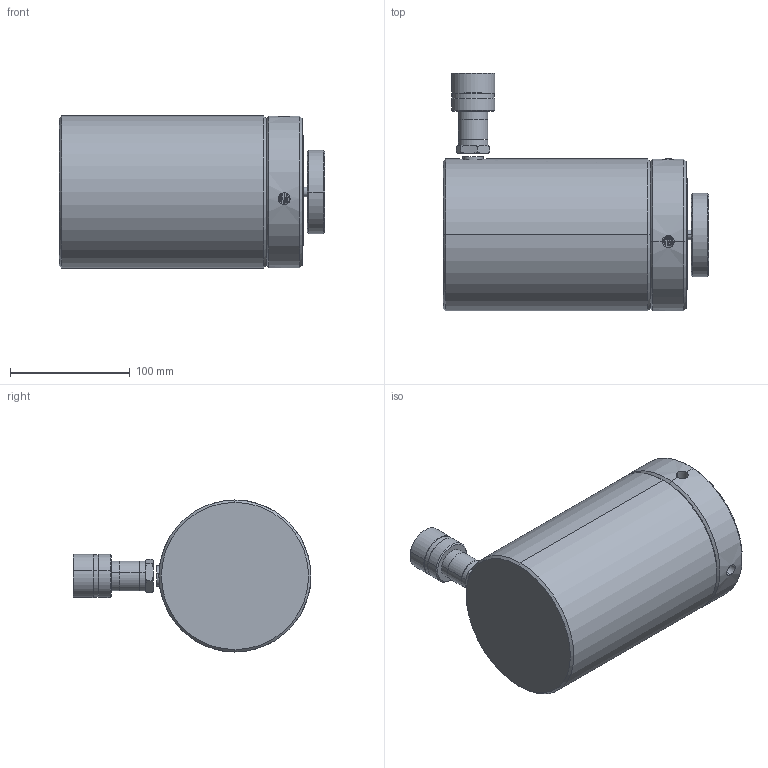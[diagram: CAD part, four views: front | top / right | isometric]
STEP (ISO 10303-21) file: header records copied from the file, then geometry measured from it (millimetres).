
FILE_DESCRIPTION (( 'STEP AP214' ), '1' );
FILE_NAME ('HFG504.STEP', '2016-02-29T08:55:48', ( '' ), ( '' ), 'SwSTEP 2.0', 'SolidWorks 2016', '' );
FILE_SCHEMA (( 'AUTOMOTIVE_DESIGN' ));
Length unit declared in the file: millimetre
Products named in the file (1): HFG504
Bounding box: 222 x 198.8 x 127 mm (x, y, z)
Surface area: 186932.2 mm2 (no closed solid volume)
Topology: 0 solids, 8 shells, 258 faces, 706 edges, 462 vertices
Faces by surface type: cylinder 187, cone 44, plane 23, bspline 2, sphere 2
Entity records: 14080 total; most frequent: CARTESIAN_POINT 5697, ORIENTED_EDGE 1215, DIRECTION 1020, EDGE_CURVE 706, VERTEX_POINT 462, AXIS2_PLACEMENT_3D 395, EDGE_LOOP 278, UNCERTAINTY_MEASURE_WITH_UNIT 260
